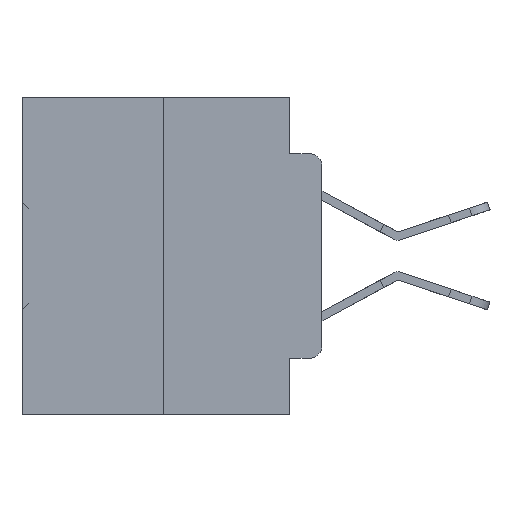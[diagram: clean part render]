
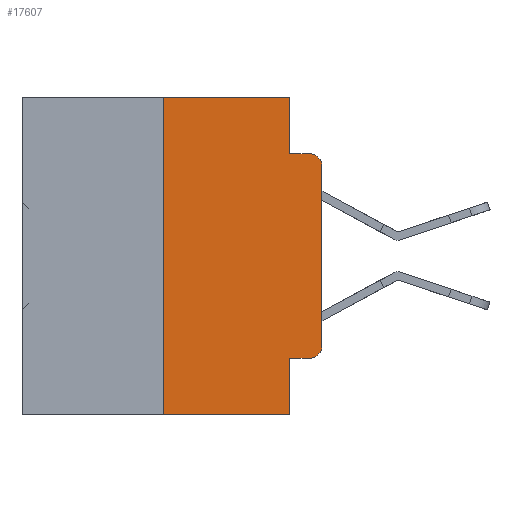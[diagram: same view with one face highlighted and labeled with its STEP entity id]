
A CAD part, left-side view. The second image highlights one B-rep face of the part: STEP entity #17607.
In plain terms, the highlighted planar face has unit normal (-1, 0, 0).
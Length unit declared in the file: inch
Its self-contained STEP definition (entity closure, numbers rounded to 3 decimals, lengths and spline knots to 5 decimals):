
#32 = CARTESIAN_POINT ( 'NONE',  ( 0., 0.051, -0.5 ) ) ;
#338 = EDGE_CURVE ( 'NONE', #23528, #17043, #24950, .T. ) ;
#412 = VERTEX_POINT ( 'NONE', #1023 ) ;
#1023 = CARTESIAN_POINT ( 'NONE',  ( 0., 0.02, -0.4115 ) ) ;
#1064 = CARTESIAN_POINT ( 'NONE',  ( 0., 0.051, -0.4115 ) ) ;
#1274 = CARTESIAN_POINT ( 'NONE',  ( 0., 0.051, 0. ) ) ;
#1353 = EDGE_CURVE ( 'NONE', #36123, #27020, #21618, .T. ) ;
#1466 = ORIENTED_EDGE ( 'NONE', *, *, #15912, .T. ) ;
#1512 = DIRECTION ( 'NONE',  ( 0., 0., -1. ) ) ;
#1918 = ORIENTED_EDGE ( 'NONE', *, *, #338, .F. ) ;
#2622 = ORIENTED_EDGE ( 'NONE', *, *, #18225, .T. ) ;
#2806 = ORIENTED_EDGE ( 'NONE', *, *, #5587, .T. ) ;
#3059 = LINE ( 'NONE', #8861, #34540 ) ;
#3148 = ORIENTED_EDGE ( 'NONE', *, *, #16954, .F. ) ;
#3801 = CARTESIAN_POINT ( 'NONE',  ( 0., 0.02, -0.0885 ) ) ;
#4234 = VECTOR ( 'NONE', #5627, 39.37008 ) ;
#5587 = EDGE_CURVE ( 'NONE', #28724, #17043, #3059, .T. ) ;
#5627 = DIRECTION ( 'NONE',  ( 0., -1., 0. ) ) ;
#6123 = CARTESIAN_POINT ( 'NONE',  ( 0., 0.051, -0.0885 ) ) ;
#6817 = ORIENTED_EDGE ( 'NONE', *, *, #18456, .T. ) ;
#7059 = AXIS2_PLACEMENT_3D ( 'NONE', #14639, #35707, #17674 ) ;
#8792 = CARTESIAN_POINT ( 'NONE',  ( 0., 0.051, -0.0885 ) ) ;
#8861 = CARTESIAN_POINT ( 'NONE',  ( 0., 0.473, -0.5 ) ) ;
#9849 = CARTESIAN_POINT ( 'NONE',  ( 0., 0., 0. ) ) ;
#9866 = CARTESIAN_POINT ( 'NONE',  ( 0., 0.051, 0. ) ) ;
#9977 = DIRECTION ( 'NONE',  ( 0., -1., 0. ) ) ;
#10376 = DIRECTION ( 'NONE',  ( 0., -1., 0. ) ) ;
#11783 = CIRCLE ( 'NONE', #29874, 0.02 ) ;
#11992 = LINE ( 'NONE', #37192, #18133 ) ;
#12556 = VECTOR ( 'NONE', #33069, 39.37008 ) ;
#12856 = VERTEX_POINT ( 'NONE', #16897 ) ;
#13463 = VERTEX_POINT ( 'NONE', #1274 ) ;
#14554 = CARTESIAN_POINT ( 'NONE',  ( 0., 0., -0.1085 ) ) ;
#14639 = CARTESIAN_POINT ( 'NONE',  ( 0., 0.02, -0.3915 ) ) ;
#15068 = DIRECTION ( 'NONE',  ( 1., 0., 0. ) ) ;
#15268 = VECTOR ( 'NONE', #10376, 39.37008 ) ;
#15790 = DIRECTION ( 'NONE',  ( 0., 0., -1. ) ) ;
#15912 = EDGE_CURVE ( 'NONE', #16649, #38479, #33393, .T. ) ;
#16094 = DIRECTION ( 'NONE',  ( 0., -1., 0. ) ) ;
#16649 = VERTEX_POINT ( 'NONE', #16747 ) ;
#16747 = CARTESIAN_POINT ( 'NONE',  ( 0., 0., -0.3915 ) ) ;
#16897 = CARTESIAN_POINT ( 'NONE',  ( 0., 0.25, 0. ) ) ;
#16954 = EDGE_CURVE ( 'NONE', #28724, #12856, #28654, .T. ) ;
#16960 = EDGE_CURVE ( 'NONE', #13463, #36123, #21616, .T. ) ;
#17043 = VERTEX_POINT ( 'NONE', #32 ) ;
#17607 = ADVANCED_FACE ( 'NONE', ( #21085 ), #33150, .F. ) ;
#17674 = DIRECTION ( 'NONE',  ( 0., 0., -1. ) ) ;
#17716 = EDGE_LOOP ( 'NONE', ( #1466, #21426, #29009, #29872, #21060, #3148, #2806, #1918, #2622, #6817 ) ) ;
#17785 = VECTOR ( 'NONE', #15790, 39.37008 ) ;
#18055 = DIRECTION ( 'NONE',  ( 0., 0., -1. ) ) ;
#18116 = EDGE_CURVE ( 'NONE', #12856, #13463, #11992, .T. ) ;
#18133 = VECTOR ( 'NONE', #9977, 39.37008 ) ;
#18225 = EDGE_CURVE ( 'NONE', #23528, #412, #31343, .T. ) ;
#18323 = VECTOR ( 'NONE', #31040, 39.37008 ) ;
#18456 = EDGE_CURVE ( 'NONE', #412, #16649, #38788, .T. ) ;
#20039 = DIRECTION ( 'NONE',  ( -1., 0., 0. ) ) ;
#21060 = ORIENTED_EDGE ( 'NONE', *, *, #18116, .F. ) ;
#21085 = FACE_OUTER_BOUND ( 'NONE', #17716, .T. ) ;
#21119 = CARTESIAN_POINT ( 'NONE',  ( 0., 0.473, 0. ) ) ;
#21426 = ORIENTED_EDGE ( 'NONE', *, *, #35128, .T. ) ;
#21616 = LINE ( 'NONE', #33190, #35644 ) ;
#21618 = LINE ( 'NONE', #6123, #4234 ) ;
#21629 = CARTESIAN_POINT ( 'NONE',  ( 0., 0.25, -0.5 ) ) ;
#21689 = AXIS2_PLACEMENT_3D ( 'NONE', #21119, #15068, #36153 ) ;
#23528 = VERTEX_POINT ( 'NONE', #31504 ) ;
#24950 = LINE ( 'NONE', #9866, #17785 ) ;
#27020 = VERTEX_POINT ( 'NONE', #3801 ) ;
#28654 = LINE ( 'NONE', #39053, #12556 ) ;
#28724 = VERTEX_POINT ( 'NONE', #21629 ) ;
#29009 = ORIENTED_EDGE ( 'NONE', *, *, #1353, .F. ) ;
#29872 = ORIENTED_EDGE ( 'NONE', *, *, #16960, .F. ) ;
#29874 = AXIS2_PLACEMENT_3D ( 'NONE', #37977, #20039, #1512 ) ;
#31040 = DIRECTION ( 'NONE',  ( 0., 0., 1. ) ) ;
#31343 = LINE ( 'NONE', #1064, #15268 ) ;
#31504 = CARTESIAN_POINT ( 'NONE',  ( 0., 0.051, -0.4115 ) ) ;
#33069 = DIRECTION ( 'NONE',  ( 0., 0., 1. ) ) ;
#33150 = PLANE ( 'NONE',  #21689 ) ;
#33190 = CARTESIAN_POINT ( 'NONE',  ( 0., 0.051, 0. ) ) ;
#33393 = LINE ( 'NONE', #9849, #18323 ) ;
#34540 = VECTOR ( 'NONE', #16094, 39.37008 ) ;
#35128 = EDGE_CURVE ( 'NONE', #38479, #27020, #11783, .T. ) ;
#35644 = VECTOR ( 'NONE', #18055, 39.37008 ) ;
#35707 = DIRECTION ( 'NONE',  ( -1., 0., 0. ) ) ;
#36123 = VERTEX_POINT ( 'NONE', #8792 ) ;
#36153 = DIRECTION ( 'NONE',  ( 0., 0., -1. ) ) ;
#37192 = CARTESIAN_POINT ( 'NONE',  ( 0., 0.473, 0. ) ) ;
#37977 = CARTESIAN_POINT ( 'NONE',  ( 0., 0.02, -0.1085 ) ) ;
#38479 = VERTEX_POINT ( 'NONE', #14554 ) ;
#38788 = CIRCLE ( 'NONE', #7059, 0.02 ) ;
#39053 = CARTESIAN_POINT ( 'NONE',  ( 0., 0.25, 0. ) ) ;
